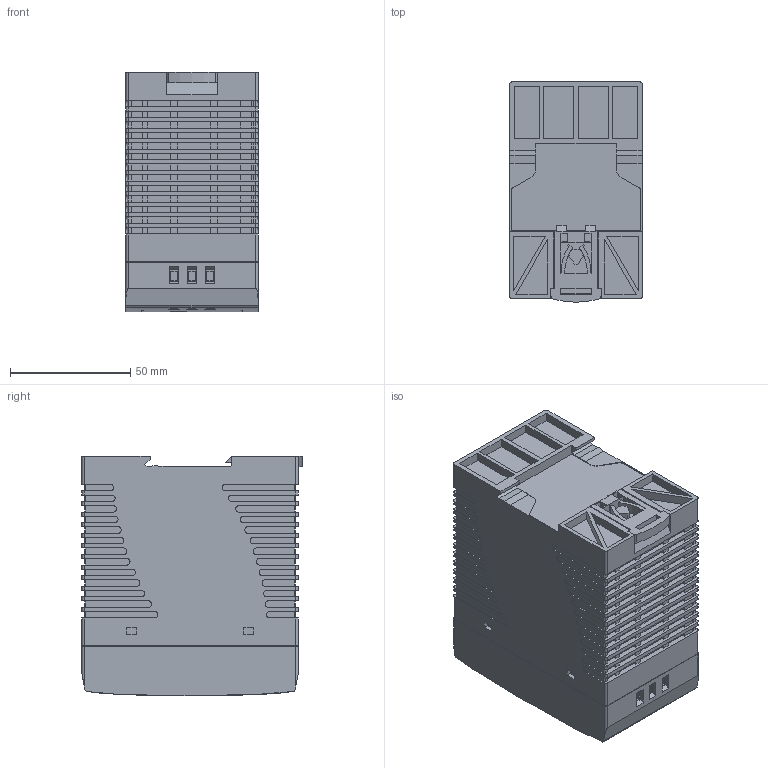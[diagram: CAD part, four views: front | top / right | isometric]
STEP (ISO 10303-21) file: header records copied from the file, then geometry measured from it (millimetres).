
FILE_DESCRIPTION (( 'STEP AP203' ), '1' );
FILE_NAME ('DR-M-100W-48.ÃÌ Áëîê ïèòàíèÿ íà äèí ðåéêó.STEP', '2024-06-25T06:57:15', ( '' ), ( '' ), 'SwSTEP 2.0', 'SolidWorks 2021', '' );
FILE_SCHEMA (( 'CONFIG_CONTROL_DESIGN' ));
Length unit declared in the file: millimetre
Products named in the file (1): DR-M-100W-48.ÃÌ Áëîê ïèòàíèÿ íà äèí ðåéêó
Bounding box: 55 x 91.6 x 99.6 mm (x, y, z)
Volume: 463911 mm3; surface area: 63016.8 mm2
Topology: 13 solids, 13 shells, 1360 faces, 3802 edges, 2532 vertices
Faces by surface type: plane 1086, cylinder 252, bspline 20, torus 2
Entity records: 44291 total; most frequent: CARTESIAN_POINT 8971, ORIENTED_EDGE 7604, DIRECTION 6886, EDGE_CURVE 3802, VECTOR 3196, LINE 3196, VERTEX_POINT 2532, AXIS2_PLACEMENT_3D 1845
